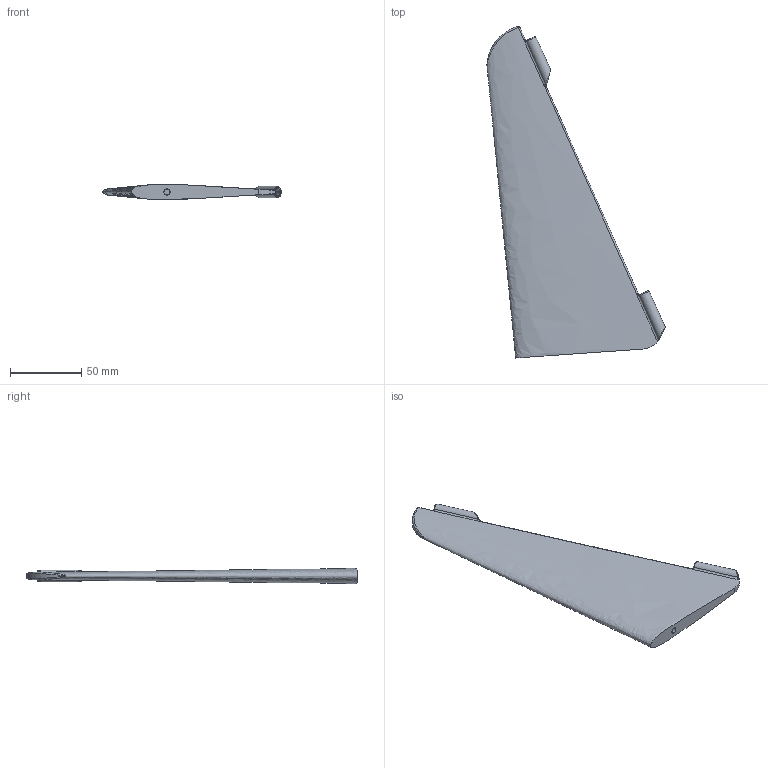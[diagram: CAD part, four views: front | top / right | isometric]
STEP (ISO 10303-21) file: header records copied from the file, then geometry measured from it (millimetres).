
FILE_DESCRIPTION (( 'STEP AP214' ), '1' );
FILE_NAME ('EXPLORA_VTOL_VERTICAL_STABILIZER_UP.STEP', '2022-10-24T09:08:03', ( '' ), ( '' ), 'SwSTEP 2.0', 'SolidWorks 2021', '' );
FILE_SCHEMA (( 'AUTOMOTIVE_DESIGN' ));
Length unit declared in the file: millimetre
Products named in the file (1): EXPLORA_VTOL_VERTICAL_STABILIZER_UP
Bounding box: 124.86 x 232.65 x 10.74 mm (x, y, z)
Volume: 94180.6 mm3; surface area: 34053.2 mm2
Topology: 1 solids, 1 shells, 69 faces, 181 edges, 107 vertices
Faces by surface type: bspline 42, cylinder 14, plane 8, torus 5
Entity records: 4766 total; most frequent: CARTESIAN_POINT 3430, ORIENTED_EDGE 352, EDGE_CURVE 176, DIRECTION 169, VERTEX_POINT 107, B_SPLINE_CURVE_WITH_KNOTS 100, AXIS2_PLACEMENT_3D 78, EDGE_LOOP 71
